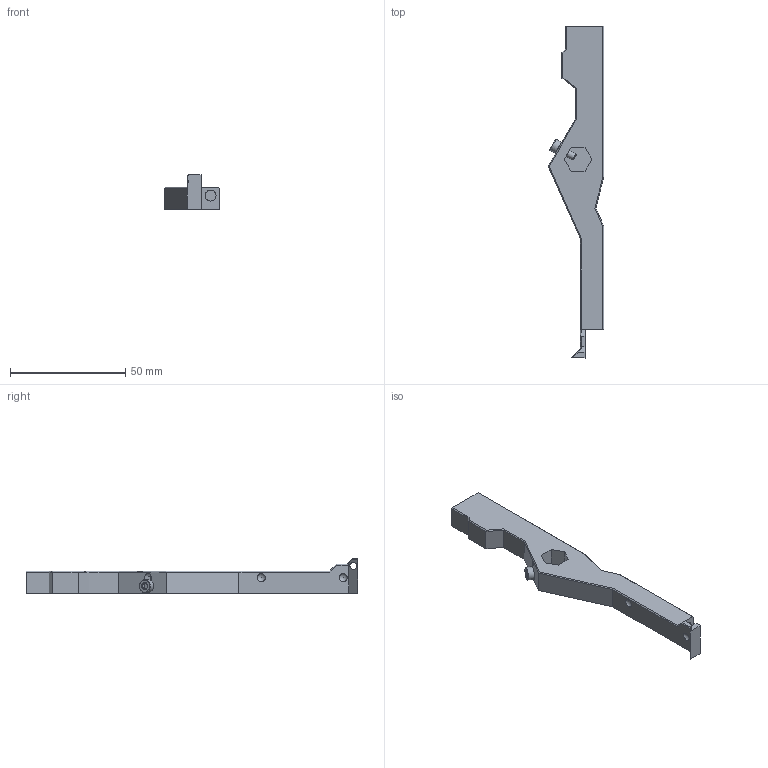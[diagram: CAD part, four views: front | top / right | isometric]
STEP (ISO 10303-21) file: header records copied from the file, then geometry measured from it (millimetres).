
FILE_DESCRIPTION(/* description */ (''),/* implementation_level */ '2;1');
FILE_NAME(/* name */ 'Right.step',/* time_stamp */ '2025-04-25T21:46:05+03:00',/* author */ (''),/* organization */ (''),/* preprocessor_version */ 'ST-DEVELOPER v20.1',/* originating_system */ 'Autodesk Translation Framework v14.4.0.0',/* authorisation */ '');
FILE_SCHEMA (('AUTOMOTIVE_DESIGN { 1 0 10303 214 3 1 1 }'));
Length unit declared in the file: millimetre
Products named in the file (2): Right; 91290A113_NO THREADS_Alloy Steel Socket Head Screw
Assembly tree (1 placements, depth 2):
  Right
    91290A113_NO THREADS_Alloy Steel Socket Head Screw
Bounding box: 24.09 x 143.78 x 14.85 mm (x, y, z)
Volume: 17447.3 mm3; surface area: 7790.7 mm2
Topology: 2 solids, 2 shells, 76 faces, 185 edges, 118 vertices
Faces by surface type: plane 62, cylinder 7, cone 4, sphere 2, torus 1
Full cylindrical faces by diameter (mm): 3 x2, 4.7 x2, 5.5 x1
Entity records: 2246 total; most frequent: CARTESIAN_POINT 394, ORIENTED_EDGE 366, DIRECTION 360, EDGE_CURVE 183, LINE 150, VECTOR 150, VERTEX_POINT 118, AXIS2_PLACEMENT_3D 105
